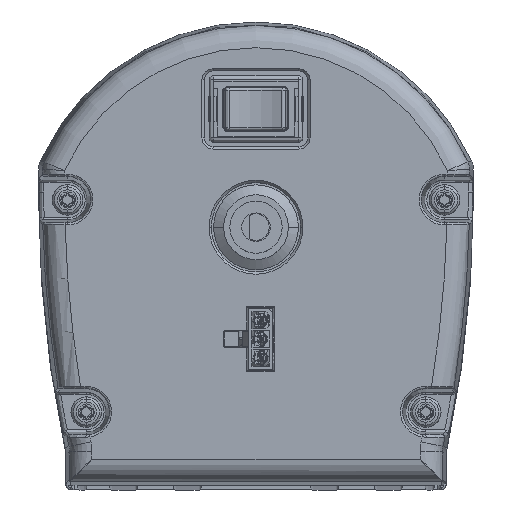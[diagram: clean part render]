
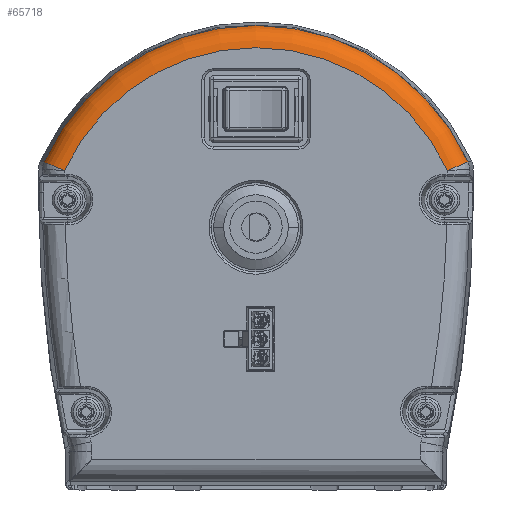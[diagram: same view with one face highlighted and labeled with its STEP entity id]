
A CAD part, top view. The second image highlights one B-rep face of the part: STEP entity #65718.
In plain terms, the highlighted toroidal (fillet/blend) face has major radius 47.144 mm and minor radius 5 mm.
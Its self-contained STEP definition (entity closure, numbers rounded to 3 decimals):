
#54062=CARTESIAN_POINT('',(0.,-13.145,45.));
#54063=DIRECTION('',(0.,0.,1.));
#54064=DIRECTION('',(0.909,0.417,0.));
#54065=AXIS2_PLACEMENT_3D('',#54062,#54063,#54064);
#56142=CARTESIAN_POINT('',(47.472,8.426,40.087));
#56143=CARTESIAN_POINT('',(47.468,8.424,40.346));
#56144=CARTESIAN_POINT('',(47.423,8.405,40.863));
#56145=CARTESIAN_POINT('',(47.245,8.329,41.618));
#56146=CARTESIAN_POINT('',(46.962,8.209,42.334));
#56147=CARTESIAN_POINT('',(46.579,8.048,42.993));
#56148=CARTESIAN_POINT('',(46.107,7.851,43.581));
#56149=CARTESIAN_POINT('',(45.556,7.622,44.082));
#56150=CARTESIAN_POINT('',(44.939,7.368,44.485));
#56151=CARTESIAN_POINT('',(44.271,7.096,44.78));
#56152=CARTESIAN_POINT('',(43.567,6.812,44.96));
#56153=CARTESIAN_POINT('',(43.085,6.621,45.));
#56154=CARTESIAN_POINT('',(42.844,6.526,45.));
#57355=CARTESIAN_POINT('',(0.,-13.145,40.087));
#57356=DIRECTION('',(0.,0.,1.));
#57357=DIRECTION('',(0.91,0.414,0.));
#57358=AXIS2_PLACEMENT_3D('',#57355,#57356,#57357);
#57364=CARTESIAN_POINT('',(-42.844,6.525,45.));
#57365=CARTESIAN_POINT('',(-43.085,6.619,
45.));
#57366=CARTESIAN_POINT('',(-43.567,6.813,
44.96));
#57367=CARTESIAN_POINT('',(-44.271,7.096,
44.78));
#57368=CARTESIAN_POINT('',(-44.939,7.368,
44.485));
#57369=CARTESIAN_POINT('',(-45.556,7.622,
44.082));
#57370=CARTESIAN_POINT('',(-46.107,7.851,
43.581));
#57371=CARTESIAN_POINT('',(-46.579,8.048,
42.993));
#57372=CARTESIAN_POINT('',(-46.962,8.209,
42.334));
#57373=CARTESIAN_POINT('',(-47.245,8.329,
41.618));
#57374=CARTESIAN_POINT('',(-47.423,8.405,
40.863));
#57375=CARTESIAN_POINT('',(-47.468,8.424,
40.346));
#57376=CARTESIAN_POINT('',(-47.472,8.426,
40.087));
#57806=CARTESIAN_POINT('',(42.844,6.526,45.));
#57807=CARTESIAN_POINT('',(-42.846,6.522,45.));
#57808=VERTEX_POINT('',#57806);
#57809=VERTEX_POINT('',#57807);
#57810=CARTESIAN_POINT('',(47.472,8.426,40.087));
#57811=CARTESIAN_POINT('',(-47.472,8.426,
40.087));
#57812=VERTEX_POINT('',#57810);
#57813=VERTEX_POINT('',#57811);
#65706=CARTESIAN_POINT('',(0.,-13.145,40.));
#65707=DIRECTION('',(0.,0.,1.));
#65708=DIRECTION('',(0.001,-1.,0.));
#65709=AXIS2_PLACEMENT_3D('',#65706,#65707,#65708);
#65710=TOROIDAL_SURFACE('',#65709,47.144,5.);
#65711=ORIENTED_EDGE('',*,*,#59639,.T.);
#65713=ORIENTED_EDGE('',*,*,#65712,.T.);
#65714=ORIENTED_EDGE('',*,*,#65700,.F.);
#65715=ORIENTED_EDGE('',*,*,#63558,.T.);
#65716=EDGE_LOOP('',(#65711,#65713,#65714,#65715));
#65717=FACE_OUTER_BOUND('',#65716,.F.);
#65718=ADVANCED_FACE('',(#65717),#65710,.T.);
#54066=CIRCLE('',#54065,47.144);
#56155=B_SPLINE_CURVE_WITH_KNOTS('',3,(#56142,#56143,#56144,#56145,#56146,
#56147,#56148,#56149,#56150,#56151,#56152,#56153,#56154),.UNSPECIFIED.,.F.,.F.,(
4,1,1,1,1,1,1,1,1,1,4),(0.,0.1,0.2,0.3,0.4,0.5,0.6,0.7,0.8,
0.9,1.),.UNSPECIFIED.);
#57359=CIRCLE('',#57358,52.143);
#57377=B_SPLINE_CURVE_WITH_KNOTS('',3,(#57364,#57365,#57366,#57367,#57368,
#57369,#57370,#57371,#57372,#57373,#57374,#57375,#57376),.UNSPECIFIED.,.F.,.F.,(
4,1,1,1,1,1,1,1,1,1,4),(0.,0.1,0.2,0.3,0.4,0.5,0.6,0.7,0.8,
0.9,1.),.UNSPECIFIED.);
#59639=EDGE_CURVE('',#57808,#57809,#54066,.T.);
#63558=EDGE_CURVE('',#57812,#57808,#56155,.T.);
#65700=EDGE_CURVE('',#57812,#57813,#57359,.T.);
#65712=EDGE_CURVE('',#57809,#57813,#57377,.T.);
